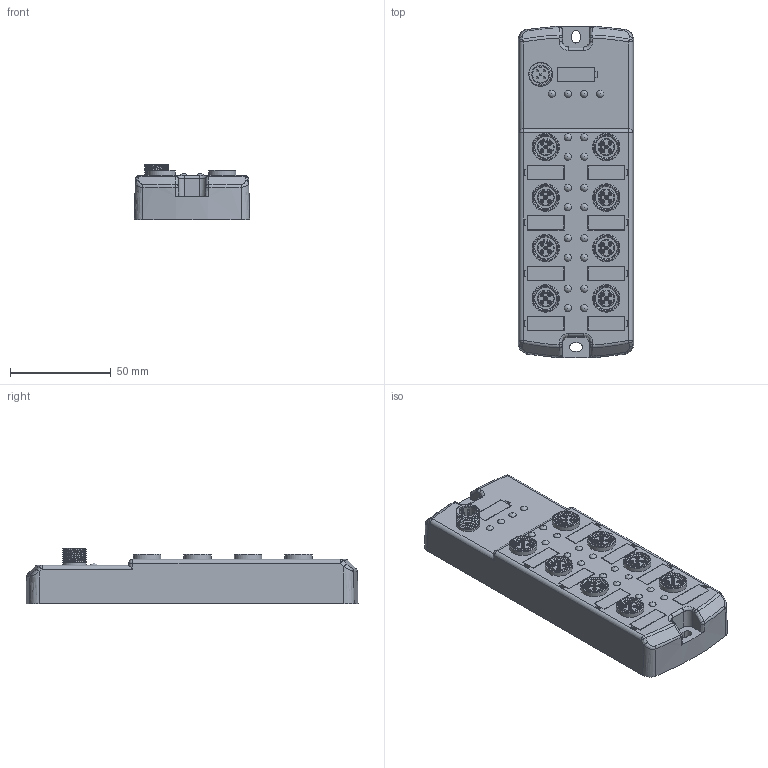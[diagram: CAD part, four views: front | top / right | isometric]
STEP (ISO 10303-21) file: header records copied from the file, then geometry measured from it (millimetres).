
FILE_DESCRIPTION(/* description */ (''),/* implementation_level */ '2;1');
FILE_NAME(/* name */ '',/* time_stamp */ '2023-12-07T18:27:05+08:00',/* author */ (''),/* organization */ (''),/* preprocessor_version */ 'ST-DEVELOPER v14',/* originating_system */ 'SIEMENS PLM Software NX 8.0',/* authorisation */ '');
FILE_SCHEMA (('AUTOMOTIVE_DESIGN { 1 0 10303 214 3 1 1 1 }'));
Length unit declared in the file: millimetre
Products named in the file (1): Admi319C8A23agma
Bounding box: 57.18 x 164.48 x 27.5 mm (x, y, z)
Volume: 36.4 mm3; surface area: 40247.6 mm2
Topology: 3 solids, 4 shells, 1274 faces, 3484 edges, 2215 vertices
Faces by surface type: plane 635, cone 243, cylinder 226, bspline 85, sphere 52, torus 33
Full cylindrical faces by diameter (mm): 1 x5, 1.1 x40, 1.5 x40, 2 x40, 3.521 x2, 9 x1, 11.7 x7
Entity records: 58202 total; most frequent: CARTESIAN_POINT 22031, DIRECTION 6094, ORIENTED_EDGE 5850, EDGE_CURVE 2925, AXIS2_PLACEMENT_3D 2393, VERTEX_POINT 1978, EDGE_LOOP 1745, LINE 1308
